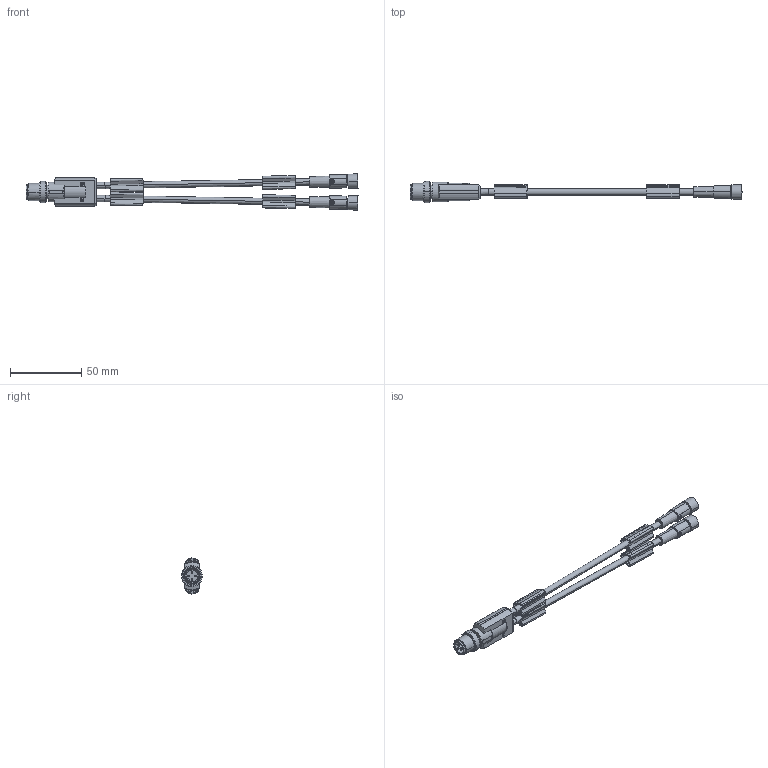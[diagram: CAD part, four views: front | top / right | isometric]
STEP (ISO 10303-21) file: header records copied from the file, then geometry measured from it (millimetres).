
FILE_DESCRIPTION(('SolidDesigner STEP Export'),'2;1');
FILE_NAME('1671344.stp','2010-01-18T 9:21:30',(''),(''),'CoCreate Modeling STEP processor for AP214 (Solid Model)','CoCreate Modeling 16.00A 16-Aug-2008 (C) Parametric Technology GmbH','');
FILE_SCHEMA(('AUTOMOTIVE_DESIGN { 1 0 10303 214 1 1 1 1 }'));
Length unit declared in the file: millimetre
Products named in the file (2): 1671344
Assembly tree (1 placements, depth 2):
  1671344
    1671344
Bounding box: 233.36 x 14.8 x 25.41 mm (x, y, z)
Volume: 18520.4 mm3; surface area: 16191.3 mm2
Topology: 1 solids, 1 shells, 944 faces, 2688 edges, 1788 vertices
Faces by surface type: plane 595, cylinder 252, extrusion 56, cone 19, torus 14, bspline 8
Entity records: 45132 total; most frequent: CARTESIAN_POINT 15720, ORIENTED_EDGE 5376, DIRECTION 4347, EDGE_CURVE 2688, VECTOR 1919, LINE 1865, VERTEX_POINT 1788, AXIS2_PLACEMENT_3D 1214
